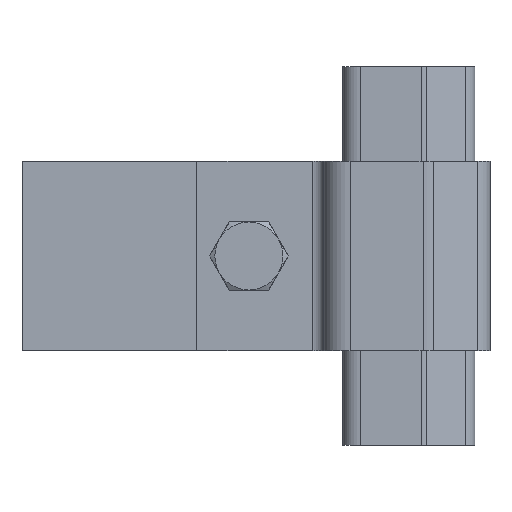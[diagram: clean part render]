
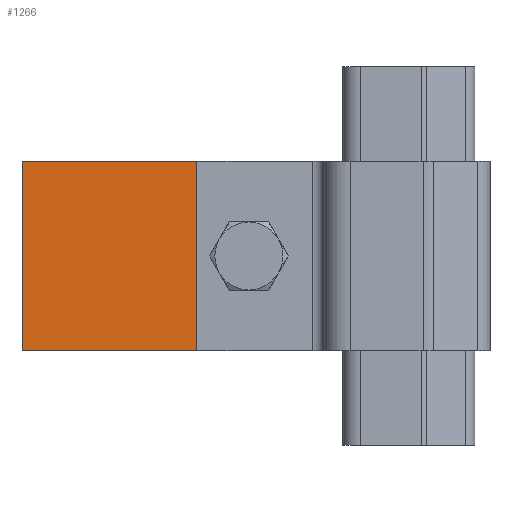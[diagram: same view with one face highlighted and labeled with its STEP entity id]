
A CAD part, left-side view. The second image highlights one B-rep face of the part: STEP entity #1266.
In plain terms, the highlighted face is planar.
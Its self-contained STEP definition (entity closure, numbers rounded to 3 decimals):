
#84 = VERTEX_POINT ( 'NONE', #4310 ) ;
#232 = EDGE_CURVE ( 'NONE', #4925, #1959, #402, .T. ) ;
#402 = CIRCLE ( 'NONE', #3419, 6.25 ) ;
#499 = DIRECTION ( 'NONE',  ( -1., 0., 0. ) ) ;
#622 = VECTOR ( 'NONE', #5478, 1000. ) ;
#894 = VECTOR ( 'NONE', #1112, 1000. ) ;
#959 = CIRCLE ( 'NONE', #3739, 6.25 ) ;
#1038 = DIRECTION ( 'NONE',  ( 0., 0., -1. ) ) ;
#1045 = LINE ( 'NONE', #1645, #894 ) ;
#1078 = EDGE_CURVE ( 'NONE', #84, #5290, #5545, .T. ) ;
#1112 = DIRECTION ( 'NONE',  ( 0., 1., 0. ) ) ;
#1133 = ORIENTED_EDGE ( 'NONE', *, *, #232, .F. ) ;
#1200 = EDGE_CURVE ( 'NONE', #5027, #2875, #3889, .T. ) ;
#1266 = ADVANCED_FACE ( 'NONE', ( #4667, #2516 ), #4646, .T. ) ;
#1370 = EDGE_LOOP ( 'NONE', ( #4633, #1841, #3759, #5817 ) ) ;
#1551 = EDGE_LOOP ( 'NONE', ( #1133, #2826 ) ) ;
#1645 = CARTESIAN_POINT ( 'NONE',  ( 50., 0., -8. ) ) ;
#1841 = ORIENTED_EDGE ( 'NONE', *, *, #1200, .F. ) ;
#1879 = CARTESIAN_POINT ( 'NONE',  ( 0., 0., -8. ) ) ;
#1959 = VERTEX_POINT ( 'NONE', #3213 ) ;
#2102 = EDGE_CURVE ( 'NONE', #5290, #5027, #1045, .T. ) ;
#2298 = CARTESIAN_POINT ( 'NONE',  ( 0., 80., -8. ) ) ;
#2413 = VECTOR ( 'NONE', #4551, 1000. ) ;
#2516 = FACE_OUTER_BOUND ( 'NONE', #1370, .T. ) ;
#2658 = CARTESIAN_POINT ( 'NONE',  ( 0., 80., -8. ) ) ;
#2826 = ORIENTED_EDGE ( 'NONE', *, *, #3477, .F. ) ;
#2875 = VERTEX_POINT ( 'NONE', #2658 ) ;
#3176 = CARTESIAN_POINT ( 'NONE',  ( 0., 0., -8. ) ) ;
#3213 = CARTESIAN_POINT ( 'NONE',  ( 18.75, 20., -8. ) ) ;
#3247 = CARTESIAN_POINT ( 'NONE',  ( 50., 0., -8. ) ) ;
#3279 = DIRECTION ( 'NONE',  ( 0., 0., -1. ) ) ;
#3419 = AXIS2_PLACEMENT_3D ( 'NONE', #5818, #3508, #5355 ) ;
#3477 = EDGE_CURVE ( 'NONE', #1959, #4925, #959, .T. ) ;
#3508 = DIRECTION ( 'NONE',  ( 0., 0., -1. ) ) ;
#3734 = VECTOR ( 'NONE', #5079, 1000. ) ;
#3739 = AXIS2_PLACEMENT_3D ( 'NONE', #4278, #1038, #5212 ) ;
#3759 = ORIENTED_EDGE ( 'NONE', *, *, #2102, .F. ) ;
#3792 = LINE ( 'NONE', #3176, #2413 ) ;
#3889 = LINE ( 'NONE', #2298, #3734 ) ;
#4265 = EDGE_CURVE ( 'NONE', #2875, #84, #3792, .T. ) ;
#4278 = CARTESIAN_POINT ( 'NONE',  ( 25., 20., -8. ) ) ;
#4310 = CARTESIAN_POINT ( 'NONE',  ( 0., 0., -8. ) ) ;
#4551 = DIRECTION ( 'NONE',  ( 0., -1., 0. ) ) ;
#4633 = ORIENTED_EDGE ( 'NONE', *, *, #4265, .F. ) ;
#4646 = PLANE ( 'NONE',  #4965 ) ;
#4667 = FACE_BOUND ( 'NONE', #1551, .T. ) ;
#4689 = CARTESIAN_POINT ( 'NONE',  ( 50., 80., -8. ) ) ;
#4925 = VERTEX_POINT ( 'NONE', #5561 ) ;
#4965 = AXIS2_PLACEMENT_3D ( 'NONE', #1879, #3279, #499 ) ;
#4999 = CARTESIAN_POINT ( 'NONE',  ( 0., 0., -8. ) ) ;
#5027 = VERTEX_POINT ( 'NONE', #4689 ) ;
#5079 = DIRECTION ( 'NONE',  ( -1., 0., 0. ) ) ;
#5212 = DIRECTION ( 'NONE',  ( -1., 0., 0. ) ) ;
#5290 = VERTEX_POINT ( 'NONE', #3247 ) ;
#5355 = DIRECTION ( 'NONE',  ( -1., 0., 0. ) ) ;
#5478 = DIRECTION ( 'NONE',  ( 1., 0., 0. ) ) ;
#5545 = LINE ( 'NONE', #4999, #622 ) ;
#5561 = CARTESIAN_POINT ( 'NONE',  ( 31.25, 20., -8. ) ) ;
#5817 = ORIENTED_EDGE ( 'NONE', *, *, #1078, .F. ) ;
#5818 = CARTESIAN_POINT ( 'NONE',  ( 25., 20., -8. ) ) ;
